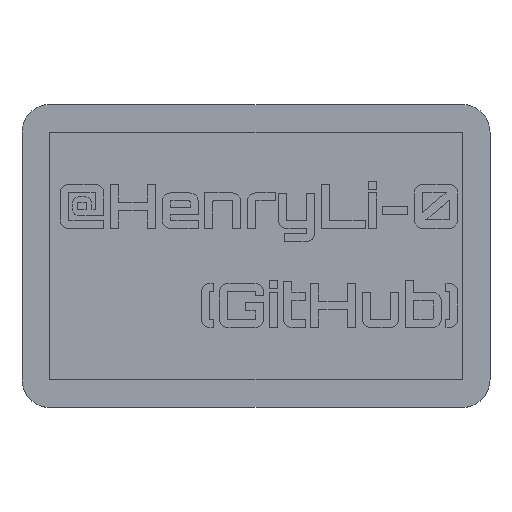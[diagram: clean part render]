
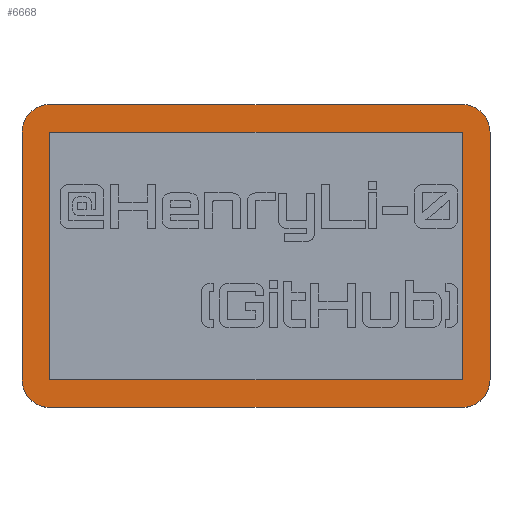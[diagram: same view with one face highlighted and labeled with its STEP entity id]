
A CAD part, top view. The second image highlights one B-rep face of the part: STEP entity #6668.
In plain terms, the highlighted planar face has unit normal (0, 0, 1).
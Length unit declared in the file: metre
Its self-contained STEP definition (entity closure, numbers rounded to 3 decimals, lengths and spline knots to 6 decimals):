
#308=CIRCLE('',#7182,0.0025);
#309=CIRCLE('',#7184,0.0025);
#310=CIRCLE('',#7186,0.0025);
#311=CIRCLE('',#7188,0.0025);
#838=ORIENTED_EDGE('',*,*,#2828,.F.);
#839=ORIENTED_EDGE('',*,*,#2846,.T.);
#840=ORIENTED_EDGE('',*,*,#2831,.T.);
#841=ORIENTED_EDGE('',*,*,#2847,.T.);
#842=ORIENTED_EDGE('',*,*,#2835,.T.);
#843=ORIENTED_EDGE('',*,*,#2848,.T.);
#844=ORIENTED_EDGE('',*,*,#2839,.F.);
#845=ORIENTED_EDGE('',*,*,#2849,.T.);
#846=ORIENTED_EDGE('',*,*,#2851,.T.);
#847=ORIENTED_EDGE('',*,*,#2854,.T.);
#848=ORIENTED_EDGE('',*,*,#2856,.T.);
#849=ORIENTED_EDGE('',*,*,#2857,.T.);
#2828=EDGE_CURVE('',#3850,#3851,#4400,.T.);
#2831=EDGE_CURVE('',#3854,#3853,#4403,.T.);
#2835=EDGE_CURVE('',#3858,#3857,#4407,.T.);
#2839=EDGE_CURVE('',#3861,#3862,#4411,.T.);
#2846=EDGE_CURVE('',#3850,#3854,#308,.T.);
#2847=EDGE_CURVE('',#3853,#3858,#309,.T.);
#2848=EDGE_CURVE('',#3857,#3862,#310,.T.);
#2849=EDGE_CURVE('',#3861,#3851,#311,.T.);
#2851=EDGE_CURVE('',#3865,#3864,#4415,.T.);
#2854=EDGE_CURVE('',#3864,#3866,#4418,.T.);
#2856=EDGE_CURVE('',#3866,#3867,#4420,.T.);
#2857=EDGE_CURVE('',#3867,#3865,#4421,.T.);
#3850=VERTEX_POINT('',#10403);
#3851=VERTEX_POINT('',#10405);
#3853=VERTEX_POINT('',#10410);
#3854=VERTEX_POINT('',#10412);
#3857=VERTEX_POINT('',#10419);
#3858=VERTEX_POINT('',#10421);
#3861=VERTEX_POINT('',#10428);
#3862=VERTEX_POINT('',#10430);
#3864=VERTEX_POINT('',#10449);
#3865=VERTEX_POINT('',#10451);
#3866=VERTEX_POINT('',#10455);
#3867=VERTEX_POINT('',#10459);
#4400=LINE('',#10404,#5104);
#4403=LINE('',#10411,#5107);
#4407=LINE('',#10420,#5111);
#4411=LINE('',#10429,#5115);
#4415=LINE('',#10450,#5119);
#4418=LINE('',#10456,#5122);
#4420=LINE('',#10460,#5124);
#4421=LINE('',#10462,#5125);
#5104=VECTOR('',#8160,1.);
#5107=VECTOR('',#8165,1.);
#5111=VECTOR('',#8171,1.);
#5115=VECTOR('',#8177,1.);
#5119=VECTOR('',#8209,1.);
#5122=VECTOR('',#8214,1.);
#5124=VECTOR('',#8218,1.);
#5125=VECTOR('',#8221,1.);
#5680=EDGE_LOOP('',(#838,#839,#840,#841,#842,#843,#844,#845));
#5681=EDGE_LOOP('',(#846,#847,#848,#849));
#6078=FACE_BOUND('',#5680,.T.);
#6079=FACE_BOUND('',#5681,.T.);
#6452=PLANE('',#7193);
#6668=ADVANCED_FACE('',(#6078,#6079),#6452,.T.);
#7182=AXIS2_PLACEMENT_3D('',#10440,#8192,#8193);
#7184=AXIS2_PLACEMENT_3D('',#10442,#8196,#8197);
#7186=AXIS2_PLACEMENT_3D('',#10444,#8200,#8201);
#7188=AXIS2_PLACEMENT_3D('',#10446,#8204,#8205);
#7193=AXIS2_PLACEMENT_3D('',#10463,#8222,#8223);
#8160=DIRECTION('',(0.,-1.,0.));
#8165=DIRECTION('',(-1.,0.,0.));
#8171=DIRECTION('',(0.,-1.,0.));
#8177=DIRECTION('',(-1.,0.,0.));
#8192=DIRECTION('',(0.,0.,1.));
#8193=DIRECTION('',(1.,0.,0.));
#8196=DIRECTION('',(0.,0.,1.));
#8197=DIRECTION('',(1.,0.,0.));
#8200=DIRECTION('',(0.,0.,1.));
#8201=DIRECTION('',(1.,0.,0.));
#8204=DIRECTION('',(0.,0.,1.));
#8205=DIRECTION('',(1.,0.,0.));
#8209=DIRECTION('',(0.,1.,0.));
#8214=DIRECTION('',(1.,0.,0.));
#8218=DIRECTION('',(0.,-1.,0.));
#8221=DIRECTION('',(-1.,0.,0.));
#8222=DIRECTION('',(0.,0.,1.));
#8223=DIRECTION('',(1.,0.,0.));
#10403=CARTESIAN_POINT('',(0.02125,0.01125,0.0046));
#10404=CARTESIAN_POINT('',(0.02125,0.,0.0046));
#10405=CARTESIAN_POINT('',(0.02125,-0.01125,0.0046));
#10410=CARTESIAN_POINT('',(-0.01875,0.01375,0.0046));
#10411=CARTESIAN_POINT('',(0.,0.01375,0.0046));
#10412=CARTESIAN_POINT('',(0.01875,0.01375,0.0046));
#10419=CARTESIAN_POINT('',(-0.02125,-0.01125,0.0046));
#10420=CARTESIAN_POINT('',(-0.02125,0.,0.0046));
#10421=CARTESIAN_POINT('',(-0.02125,0.01125,0.0046));
#10428=CARTESIAN_POINT('',(0.01875,-0.01375,0.0046));
#10429=CARTESIAN_POINT('',(0.,-0.01375,0.0046));
#10430=CARTESIAN_POINT('',(-0.01875,-0.01375,0.0046));
#10440=CARTESIAN_POINT('',(0.01875,0.01125,0.0046));
#10442=CARTESIAN_POINT('',(-0.01875,0.01125,0.0046));
#10444=CARTESIAN_POINT('',(-0.01875,-0.01125,0.0046));
#10446=CARTESIAN_POINT('',(0.01875,-0.01125,0.0046));
#10449=CARTESIAN_POINT('',(-0.01875,0.01125,0.0046));
#10450=CARTESIAN_POINT('',(-0.01875,0.,0.0046));
#10451=CARTESIAN_POINT('',(-0.01875,-0.01125,0.0046));
#10455=CARTESIAN_POINT('',(0.01875,0.01125,0.0046));
#10456=CARTESIAN_POINT('',(0.,0.01125,0.0046));
#10459=CARTESIAN_POINT('',(0.01875,-0.01125,0.0046));
#10460=CARTESIAN_POINT('',(0.01875,0.,0.0046));
#10462=CARTESIAN_POINT('',(0.,-0.01125,0.0046));
#10463=CARTESIAN_POINT('',(0.,0.,0.0046));
